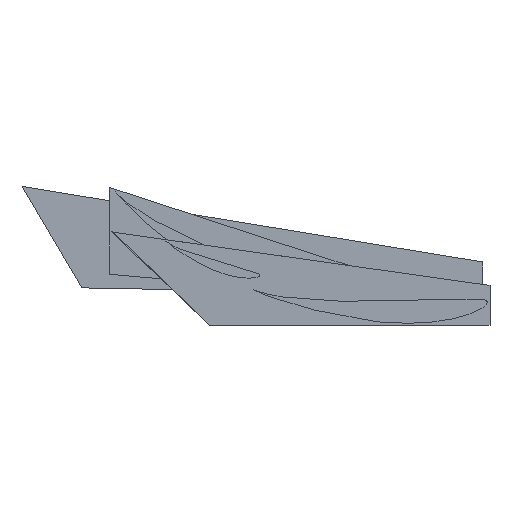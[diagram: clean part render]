
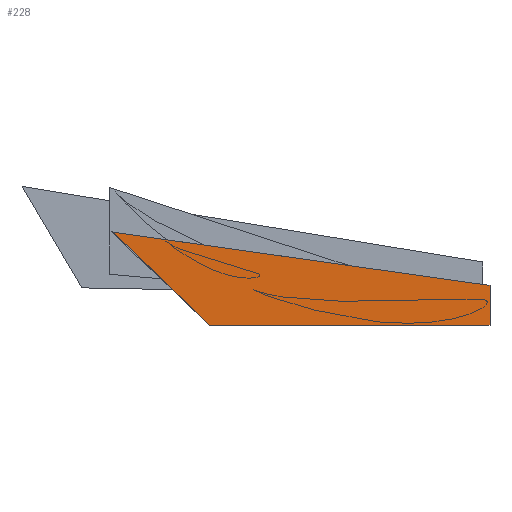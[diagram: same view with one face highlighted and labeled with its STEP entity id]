
A CAD part, front view. The second image highlights one B-rep face of the part: STEP entity #228.
In plain terms, the highlighted planar face has unit normal (0, -1, 0).
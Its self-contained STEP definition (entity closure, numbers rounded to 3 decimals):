
#66=CARTESIAN_POINT('Line Origine',(4.248,-755.,-5.)) ;
#70=CARTESIAN_POINT('Vertex',(4.248,-755.,25.)) ;
#72=CARTESIAN_POINT('Vertex',(4.248,-755.,-35.)) ;
#119=CARTESIAN_POINT('Vertex',(-560.202,-755.,104.76)) ;
#122=CARTESIAN_POINT('Line Origine',(-277.977,-755.,64.88)) ;
#177=CARTESIAN_POINT('Line Origine',(-205.752,-755.,-35.)) ;
#181=CARTESIAN_POINT('Vertex',(-415.752,-755.,-35.)) ;
#204=CARTESIAN_POINT('Axis2P3D Location',(0.,-755.,0.)) ;
#209=CARTESIAN_POINT('Line Origine',(-487.631,-755.,35.241)) ;
#213=CARTESIAN_POINT('Vertex',(-415.06,-755.,-34.278)) ;
#216=CARTESIAN_POINT('Line Origine',(-415.406,-755.,-34.639)) ;
#67=DIRECTION('Vector Direction',(0.,0.,-1.)) ;
#123=DIRECTION('Vector Direction',(0.99,0.,-0.14)) ;
#178=DIRECTION('Vector Direction',(-1.,0.,0.)) ;
#205=DIRECTION('Axis2P3D Direction',(0.,1.,0.)) ;
#206=DIRECTION('Axis2P3D XDirection',(-1.,0.,0.)) ;
#210=DIRECTION('Vector Direction',(0.722,0.,-0.692)) ;
#217=DIRECTION('Vector Direction',(0.692,0.,0.722)) ;
#207=AXIS2_PLACEMENT_3D('Plane Axis2P3D',#204,#205,#206) ;
#222=ORIENTED_EDGE('',*,*,#215,.T.) ;
#223=ORIENTED_EDGE('',*,*,#220,.F.) ;
#224=ORIENTED_EDGE('',*,*,#183,.F.) ;
#225=ORIENTED_EDGE('',*,*,#74,.F.) ;
#226=ORIENTED_EDGE('',*,*,#126,.F.) ;
#68=VECTOR('Line Direction',#67,1.) ;
#124=VECTOR('Line Direction',#123,1.) ;
#179=VECTOR('Line Direction',#178,1.) ;
#211=VECTOR('Line Direction',#210,1.) ;
#218=VECTOR('Line Direction',#217,1.) ;
#228=ADVANCED_FACE('',(#227),#208,.F.) ;
#74=EDGE_CURVE('',#71,#73,#69,.T.) ;
#126=EDGE_CURVE('',#120,#71,#125,.T.) ;
#183=EDGE_CURVE('',#73,#182,#180,.T.) ;
#215=EDGE_CURVE('',#120,#214,#212,.T.) ;
#220=EDGE_CURVE('',#182,#214,#219,.T.) ;
#221=EDGE_LOOP('',(#222,#223,#224,#225,#226)) ;
#227=FACE_OUTER_BOUND('',#221,.T.) ;
#69=LINE('Line',#66,#68) ;
#125=LINE('Line',#122,#124) ;
#180=LINE('Line',#177,#179) ;
#212=LINE('Line',#209,#211) ;
#219=LINE('Line',#216,#218) ;
#208=PLANE('Plane',#207) ;
#71=VERTEX_POINT('',#70) ;
#73=VERTEX_POINT('',#72) ;
#120=VERTEX_POINT('',#119) ;
#182=VERTEX_POINT('',#181) ;
#214=VERTEX_POINT('',#213) ;
